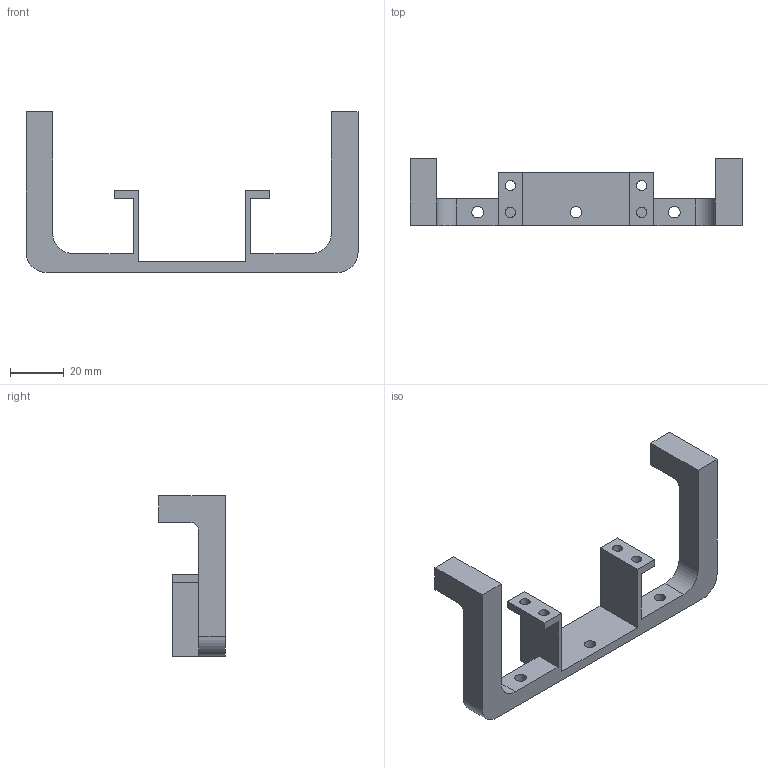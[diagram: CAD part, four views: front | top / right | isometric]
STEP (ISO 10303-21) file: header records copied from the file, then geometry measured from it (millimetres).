
FILE_DESCRIPTION(/* description */ (''),/* implementation_level */ '2;1');
FILE_NAME(/* name */ 'servo mount .step',/* time_stamp */ '2022-12-19T08:05:27-06:00',/* author */ (''),/* organization */ (''),/* preprocessor_version */ 'ST-DEVELOPER v19.2',/* originating_system */ 'Autodesk Translation Framework v11.17.0.187',/* authorisation */ '');
FILE_SCHEMA (('AUTOMOTIVE_DESIGN { 1 0 10303 214 3 1 1 }'));
Length unit declared in the file: millimetre
Products named in the file (2): servo mount v7; Component1
Assembly tree (1 placements, depth 2):
  servo mount v7
    Component1
Bounding box: 124 x 25 x 60 mm (x, y, z)
Volume: 25276.4 mm3; surface area: 13443.2 mm2
Topology: 1 solids, 1 shells, 41 faces, 117 edges, 78 vertices
Faces by surface type: plane 28, cylinder 13
Full cylindrical faces by diameter (mm): 3.8 x4, 4.3 x3
Entity records: 1418 total; most frequent: CARTESIAN_POINT 239, ORIENTED_EDGE 234, DIRECTION 231, EDGE_CURVE 117, LINE 91, VECTOR 91, VERTEX_POINT 78, AXIS2_PLACEMENT_3D 70
